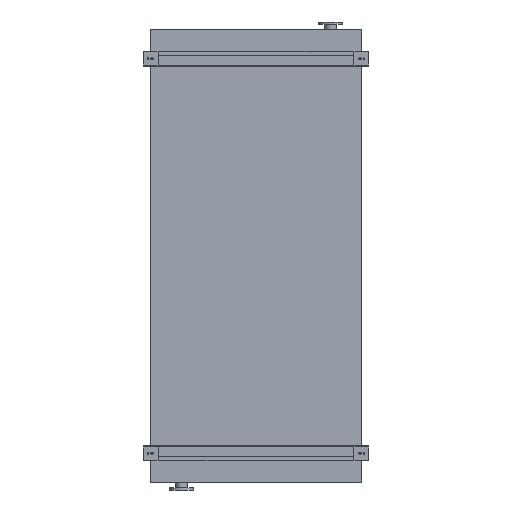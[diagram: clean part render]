
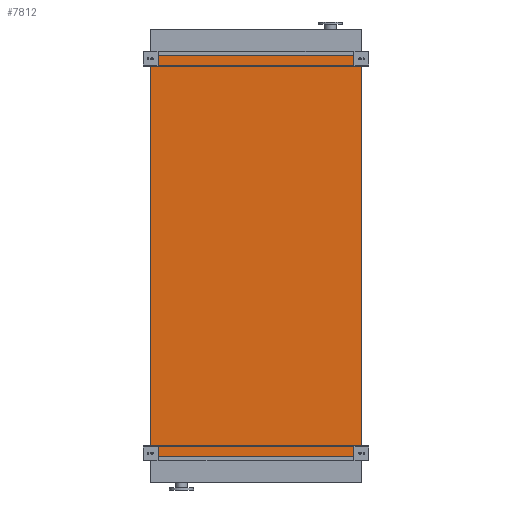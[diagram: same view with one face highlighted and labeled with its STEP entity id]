
A CAD part, front view. The second image highlights one B-rep face of the part: STEP entity #7812.
In plain terms, the highlighted planar face has unit normal (0, -1, 0).
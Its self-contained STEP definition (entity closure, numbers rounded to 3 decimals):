
#1128 = EDGE_CURVE ( 'NONE', #17140, #1390, #12791, .T. ) ;
#1390 = VERTEX_POINT ( 'NONE', #3120 ) ;
#1538 = DIRECTION ( 'NONE',  ( 0., 0., 1. ) ) ;
#1961 = ORIENTED_EDGE ( 'NONE', *, *, #23888, .F. ) ;
#2021 = ORIENTED_EDGE ( 'NONE', *, *, #19520, .F. ) ;
#2770 = AXIS2_PLACEMENT_3D ( 'NONE', #19028, #9888, #22866 ) ;
#3120 = CARTESIAN_POINT ( 'NONE',  ( 965., 0., -3650. ) ) ;
#3254 = DIRECTION ( 'NONE',  ( 1., 0., 0. ) ) ;
#6213 = LINE ( 'NONE', #17328, #20972 ) ;
#6527 = VERTEX_POINT ( 'NONE', #21936 ) ;
#7099 = EDGE_CURVE ( 'NONE', #1390, #16366, #13847, .T. ) ;
#7589 = DIRECTION ( 'NONE',  ( 1., 0., 0. ) ) ;
#7812 = ADVANCED_FACE ( 'NONE', ( #14687 ), #20996, .T. ) ;
#7918 = VECTOR ( 'NONE', #3254, 1000. ) ;
#8792 = LINE ( 'NONE', #16703, #13714 ) ;
#9888 = DIRECTION ( 'NONE',  ( 0., -1., 0. ) ) ;
#11941 = CARTESIAN_POINT ( 'NONE',  ( -965., 0., -3650. ) ) ;
#12791 = LINE ( 'NONE', #23563, #7918 ) ;
#13714 = VECTOR ( 'NONE', #7589, 1000. ) ;
#13847 = LINE ( 'NONE', #23707, #17601 ) ;
#14535 = ORIENTED_EDGE ( 'NONE', *, *, #7099, .T. ) ;
#14687 = FACE_OUTER_BOUND ( 'NONE', #21767, .T. ) ;
#16366 = VERTEX_POINT ( 'NONE', #17555 ) ;
#16703 = CARTESIAN_POINT ( 'NONE',  ( -965., 0., 0. ) ) ;
#17140 = VERTEX_POINT ( 'NONE', #11941 ) ;
#17328 = CARTESIAN_POINT ( 'NONE',  ( -965., 0., -3650. ) ) ;
#17555 = CARTESIAN_POINT ( 'NONE',  ( 965., 0., 0. ) ) ;
#17601 = VECTOR ( 'NONE', #1538, 1000. ) ;
#18856 = ORIENTED_EDGE ( 'NONE', *, *, #1128, .T. ) ;
#19028 = CARTESIAN_POINT ( 'NONE',  ( -965., 0., -3650. ) ) ;
#19520 = EDGE_CURVE ( 'NONE', #6527, #16366, #8792, .T. ) ;
#20972 = VECTOR ( 'NONE', #22937, 1000. ) ;
#20996 = PLANE ( 'NONE',  #2770 ) ;
#21767 = EDGE_LOOP ( 'NONE', ( #2021, #1961, #18856, #14535 ) ) ;
#21936 = CARTESIAN_POINT ( 'NONE',  ( -965., 0., 0. ) ) ;
#22866 = DIRECTION ( 'NONE',  ( 0., 0., -1. ) ) ;
#22937 = DIRECTION ( 'NONE',  ( 0., 0., 1. ) ) ;
#23563 = CARTESIAN_POINT ( 'NONE',  ( -965., 0., -3650. ) ) ;
#23707 = CARTESIAN_POINT ( 'NONE',  ( 965., 0., -3650. ) ) ;
#23888 = EDGE_CURVE ( 'NONE', #17140, #6527, #6213, .T. ) ;
